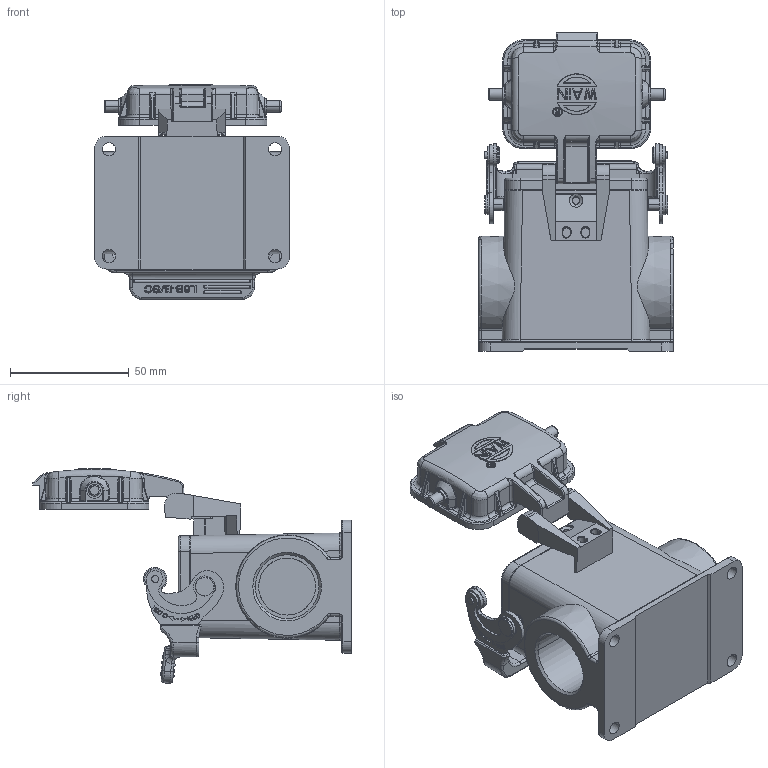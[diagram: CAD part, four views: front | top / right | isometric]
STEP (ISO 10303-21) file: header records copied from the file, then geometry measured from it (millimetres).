
FILE_DESCRIPTION((''),'2;1');
FILE_NAME('111','2020-09-29T',('f.li'),(''),'PRO/ENGINEER BY PARAMETRIC TECHNOLOGY CORPORATION, 2012480','PRO/ENGINEER BY PARAMETRIC TECHNOLOGY CORPORATION, 2012480','');
FILE_SCHEMA(('CONFIG_CONTROL_DESIGN'));
Products named in the file (1): 111
Bounding box: 82 x 134.27 x 90.53 mm (x, y, z)
Volume: 142128.2 mm3; surface area: 61877.9 mm2
Topology: 1 solids, 12 shells, 1768 faces, 4720 edges, 3065 vertices
Faces by surface type: plane 643, cylinder 468, extrusion 265, bspline 185, torus 162, cone 31, sphere 14
Entity records: 67843 total; most frequent: CARTESIAN_POINT 26107, ORIENTED_EDGE 9410, DIRECTION 7402, EDGE_CURVE 4705, VERTEX_POINT 3065, VECTOR 2472, AXIS2_PLACEMENT_3D 2465, LINE 2207
